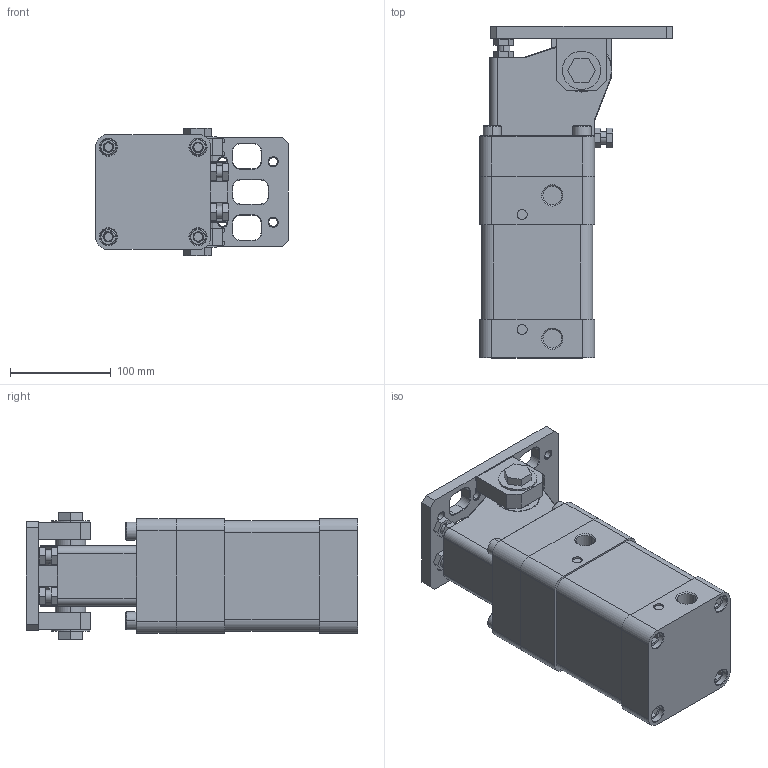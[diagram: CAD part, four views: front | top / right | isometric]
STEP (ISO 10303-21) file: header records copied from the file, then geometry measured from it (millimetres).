
FILE_DESCRIPTION((''),'2;1');
FILE_NAME('DHR2C-100M65PPV-ZG-ZB-BLT_ASM','2019-12-12T',('Administrator'),(''),'PRO/ENGINEER BY PARAMETRIC TECHNOLOGY CORPORATION, 2009280','PRO/ENGINEER BY PARAMETRIC TECHNOLOGY CORPORATION, 2009280','');
FILE_SCHEMA(('CONFIG_CONTROL_DESIGN'));
Length unit declared in the file: millimetre
Products named in the file (14): DHR2C-100M65PPV-BLT-BENTI; DHR2C-100M65PPV-ZG-CEZIJIA-XIN; DHR2C-100M65PPV-BLT-M10; DHR2C-100M65PPV-BLT-LUODING; DHR2C-100M65PPV-42ZHOUCHENG; DHR2C-100M65PPV-BLT-ZHOUCHENGAN; DHR2C-10M65PPV-ZHOUCHENG; DHR2C-100M65PPV-ZG-ZB-CEBAN; DHR2C-100M65PPV-ZG-ZHICHENGKUAI; DHR2C-100M65PPV-BLT-CHILUN; DHR2C-100M65PPV-ZG-BLT-LJLD; DHR2C-100M65PPV-BLT-LUODIN; DHR2C-100M65PPV-LAGANLUODING; DHR2C-100M65PPV-ZG-ZB-BLT_ASM
Assembly tree (31 placements, depth 2):
  DHR2C-100M65PPV-ZG-ZB-BLT_ASM
    DHR2C-100M65PPV-BLT-BENTI
    DHR2C-100M65PPV-ZG-CEZIJIA-XIN
    DHR2C-100M65PPV-BLT-M10  x4
    DHR2C-100M65PPV-BLT-LUODING  x4
    DHR2C-100M65PPV-42ZHOUCHENG  x2
    DHR2C-100M65PPV-BLT-ZHOUCHENGAN
    DHR2C-10M65PPV-ZHOUCHENG  x2
    DHR2C-100M65PPV-ZG-ZB-CEBAN
    DHR2C-100M65PPV-ZG-ZHICHENGKUAI  x2
    DHR2C-100M65PPV-BLT-CHILUN
    DHR2C-100M65PPV-ZG-BLT-LJLD  x2
    DHR2C-100M65PPV-BLT-LUODIN  x6
    DHR2C-100M65PPV-LAGANLUODING  x4
Bounding box: 191 x 329 x 126 mm (x, y, z)
Volume: 3503928.3 mm3; surface area: 388880.1 mm2
Topology: 31 solids, 31 shells, 1036 faces, 2373 edges, 1460 vertices
Faces by surface type: plane 453, cylinder 298, cone 269, torus 12, bspline 4
Entity records: 21462 total; most frequent: DIRECTION 3870, CARTESIAN_POINT 3860, ORIENTED_EDGE 3382, EDGE_CURVE 1691, AXIS2_PLACEMENT_3D 1453, VERTEX_POINT 1030, VECTOR 964, LINE 964
